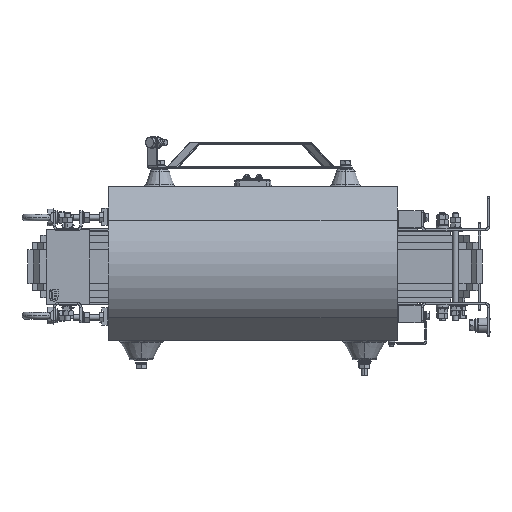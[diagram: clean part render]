
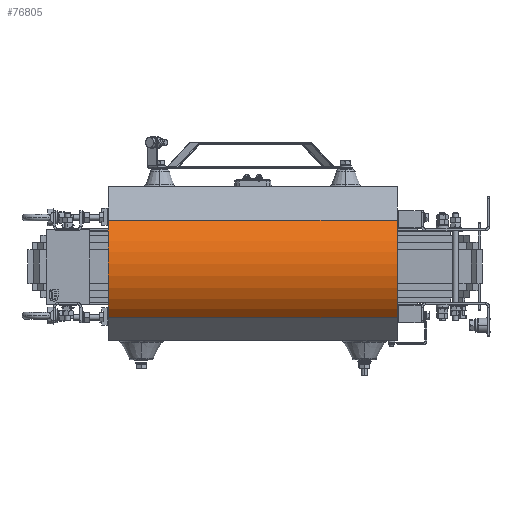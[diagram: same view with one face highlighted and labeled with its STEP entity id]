
A CAD part, left-side view. The second image highlights one B-rep face of the part: STEP entity #76805.
In plain terms, the highlighted cylindrical face has radius 122.5 mm (diameter 245 mm), a partial arc.
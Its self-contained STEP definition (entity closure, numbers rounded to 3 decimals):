
#219 = DIRECTION ( 'NONE',  ( 0., -1., 0. ) ) ;
#229 = CARTESIAN_POINT ( 'NONE',  ( -255., 256.5, 0. ) ) ;
#280 = DIRECTION ( 'NONE',  ( 0., 0., 1. ) ) ;
#5359 = VERTEX_POINT ( 'NONE', #16492 ) ;
#5512 = VERTEX_POINT ( 'NONE', #13453 ) ;
#5518 = VERTEX_POINT ( 'NONE', #13421 ) ;
#5537 = VERTEX_POINT ( 'NONE', #13422 ) ;
#13421 = CARTESIAN_POINT ( 'NONE',  ( -346.979, -248.5, 80.908 ) ) ;
#13422 = CARTESIAN_POINT ( 'NONE',  ( -338.327, -248.5, -89.794 ) ) ;
#13453 = CARTESIAN_POINT ( 'NONE',  ( -346.979, 256.5, 80.908 ) ) ;
#16492 = CARTESIAN_POINT ( 'NONE',  ( -338.327, 256.5, -89.794 ) ) ;
#45357 = FACE_OUTER_BOUND ( 'NONE', #129864, .T. ) ;
#45362 = CYLINDRICAL_SURFACE ( 'NONE', #123994, 122.5 ) ;
#53777 = AXIS2_PLACEMENT_3D ( 'NONE', #67130, #67095, #67146 ) ;
#53797 = AXIS2_PLACEMENT_3D ( 'NONE', #67085, #67029, #67071 ) ;
#66878 = CARTESIAN_POINT ( 'NONE',  ( -338.327, 256.5, -89.794 ) ) ;
#66897 = DIRECTION ( 'NONE',  ( 0., -1., 0. ) ) ;
#67029 = DIRECTION ( 'NONE',  ( 0., 1., 0. ) ) ;
#67071 = DIRECTION ( 'NONE',  ( 0., 0., -1. ) ) ;
#67085 = CARTESIAN_POINT ( 'NONE',  ( -255., 256.5, 0. ) ) ;
#67095 = DIRECTION ( 'NONE',  ( 0., 1., 0. ) ) ;
#67130 = CARTESIAN_POINT ( 'NONE',  ( -255., -248.5, 0. ) ) ;
#67146 = DIRECTION ( 'NONE',  ( 0., 0., -1. ) ) ;
#67154 = CARTESIAN_POINT ( 'NONE',  ( -346.979, 256.5, 80.908 ) ) ;
#67156 = DIRECTION ( 'NONE',  ( 0., -1., 0. ) ) ;
#67551 = LINE ( 'NONE', #66878, #67573 ) ;
#67573 = VECTOR ( 'NONE', #66897, 1000. ) ;
#67606 = CIRCLE ( 'NONE', #53797, 122.5 ) ;
#67650 = VECTOR ( 'NONE', #67156, 1000. ) ;
#67661 = LINE ( 'NONE', #67154, #67650 ) ;
#67669 = CIRCLE ( 'NONE', #53777, 122.5 ) ;
#76805 = ADVANCED_FACE ( 'NONE', ( #45357 ), #45362, .T. ) ;
#85672 = EDGE_CURVE ( 'NONE', #5359, #5537, #67551, .T. ) ;
#85767 = EDGE_CURVE ( 'NONE', #5359, #5512, #67606, .T. ) ;
#85778 = EDGE_CURVE ( 'NONE', #5537, #5518, #67669, .T. ) ;
#85789 = EDGE_CURVE ( 'NONE', #5512, #5518, #67661, .T. ) ;
#123994 = AXIS2_PLACEMENT_3D ( 'NONE', #229, #219, #280 ) ;
#129864 = EDGE_LOOP ( 'NONE', ( #135993, #135908, #136014, #135960 ) ) ;
#135908 = ORIENTED_EDGE ( 'NONE', *, *, #85789, .F. ) ;
#135960 = ORIENTED_EDGE ( 'NONE', *, *, #85672, .T. ) ;
#135993 = ORIENTED_EDGE ( 'NONE', *, *, #85778, .T. ) ;
#136014 = ORIENTED_EDGE ( 'NONE', *, *, #85767, .F. ) ;
